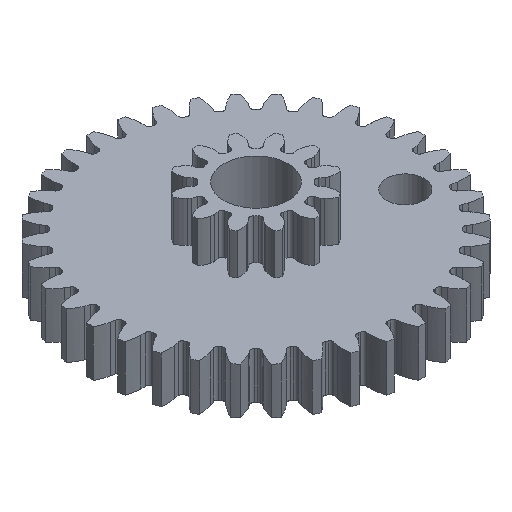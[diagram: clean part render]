
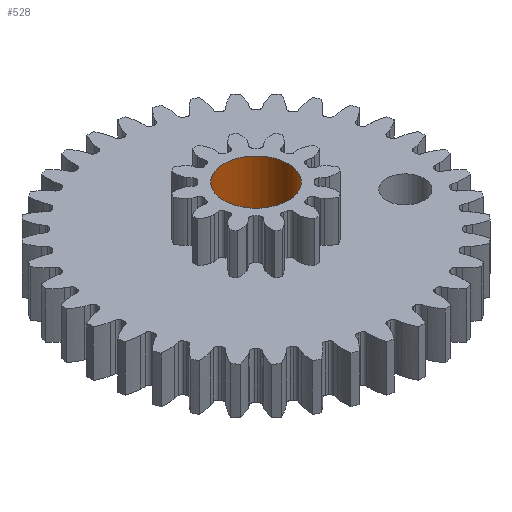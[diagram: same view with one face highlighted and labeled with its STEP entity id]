
A CAD part, isometric view. The second image highlights one B-rep face of the part: STEP entity #528.
In plain terms, the highlighted cylindrical face has radius 5.5 mm (diameter 11 mm), a full revolution.
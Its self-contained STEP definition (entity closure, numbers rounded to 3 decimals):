
#50 = VERTEX_POINT('',#51);
#51 = CARTESIAN_POINT('',(5.5,0.,6.5));
#60 = EDGE_CURVE('',#50,#50,#61,.T.);
#61 = CIRCLE('',#62,5.5);
#62 = AXIS2_PLACEMENT_3D('',#63,#64,#65);
#63 = CARTESIAN_POINT('',(0.,0.,6.5));
#64 = DIRECTION('',(0.,0.,1.));
#65 = DIRECTION('',(1.,0.,-0.));
#528 = ADVANCED_FACE('',(#529),#548,.F.);
#529 = FACE_BOUND('',#530,.F.);
#530 = EDGE_LOOP('',(#531,#539,#546,#547));
#531 = ORIENTED_EDGE('',*,*,#532,.F.);
#532 = EDGE_CURVE('',#533,#50,#535,.T.);
#533 = VERTEX_POINT('',#534);
#534 = CARTESIAN_POINT('',(5.5,0.,15.));
#535 = LINE('',#536,#537);
#536 = CARTESIAN_POINT('',(5.5,0.,15.));
#537 = VECTOR('',#538,1.);
#538 = DIRECTION('',(-0.,-0.,-1.));
#539 = ORIENTED_EDGE('',*,*,#540,.F.);
#540 = EDGE_CURVE('',#533,#533,#541,.T.);
#541 = CIRCLE('',#542,5.5);
#542 = AXIS2_PLACEMENT_3D('',#543,#544,#545);
#543 = CARTESIAN_POINT('',(0.,0.,15.));
#544 = DIRECTION('',(0.,0.,1.));
#545 = DIRECTION('',(1.,0.,0.));
#546 = ORIENTED_EDGE('',*,*,#532,.T.);
#547 = ORIENTED_EDGE('',*,*,#60,.T.);
#548 = CYLINDRICAL_SURFACE('',#549,5.5);
#549 = AXIS2_PLACEMENT_3D('',#550,#551,#552);
#550 = CARTESIAN_POINT('',(0.,0.,15.));
#551 = DIRECTION('',(0.,0.,1.));
#552 = DIRECTION('',(1.,0.,0.));
